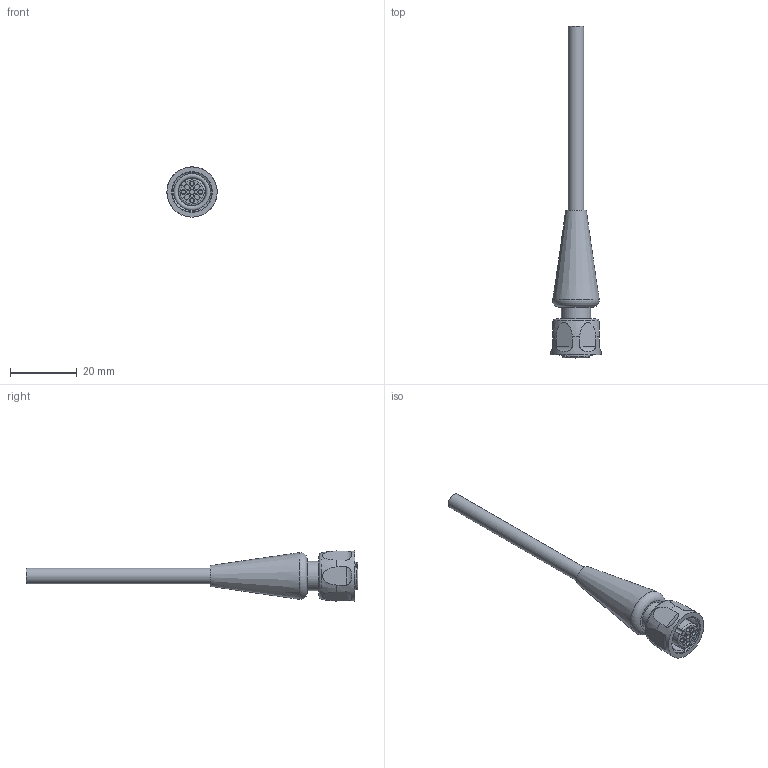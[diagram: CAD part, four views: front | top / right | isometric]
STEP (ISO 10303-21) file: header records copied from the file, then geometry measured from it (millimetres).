
FILE_DESCRIPTION(/* description */ (''),/* implementation_level */ '2;1');
FILE_NAME(/* name */ 'FB-WAKHK4-m.stp',/* time_stamp */ '2020-03-03T14:28:41+01:00',/* author */ (''),/* organization */ (''),/* preprocessor_version */ 'ST-DEVELOPER v16',/* originating_system */ 'SIEMENS PLM Software NX 10.0',/* authorisation */ '');
FILE_SCHEMA (('AUTOMOTIVE_DESIGN { 1 0 10303 214 3 1 1 1 }'));
Length unit declared in the file: millimetre
Products named in the file (1): FB-WAKH4_stp
Bounding box: 15 x 99.2 x 15 mm (x, y, z)
Volume: 5157.2 mm3; surface area: 3217.7 mm2
Topology: 1 solids, 1 shells, 84 faces, 199 edges, 131 vertices
Faces by surface type: cylinder 38, plane 33, cone 8, torus 4, bspline 1
Full cylindrical faces by diameter (mm): 1.15 x4, 4.6 x1, 8.7 x1, 10.95 x1, 12.1 x1, 15 x1
Entity records: 2617 total; most frequent: CARTESIAN_POINT 720, DIRECTION 410, ORIENTED_EDGE 344, EDGE_CURVE 172, AXIS2_PLACEMENT_3D 169, VERTEX_POINT 125, EDGE_LOOP 119, CIRCLE 85
